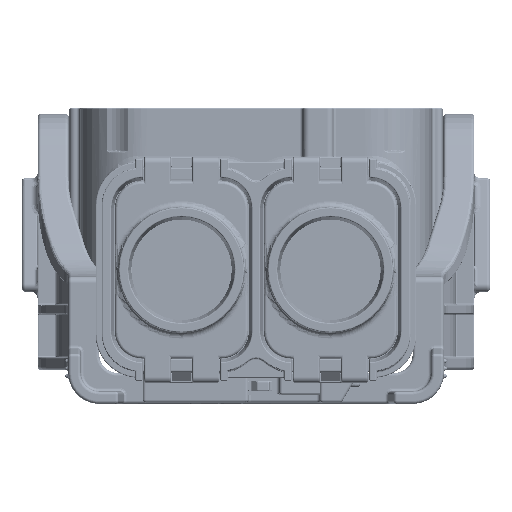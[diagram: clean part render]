
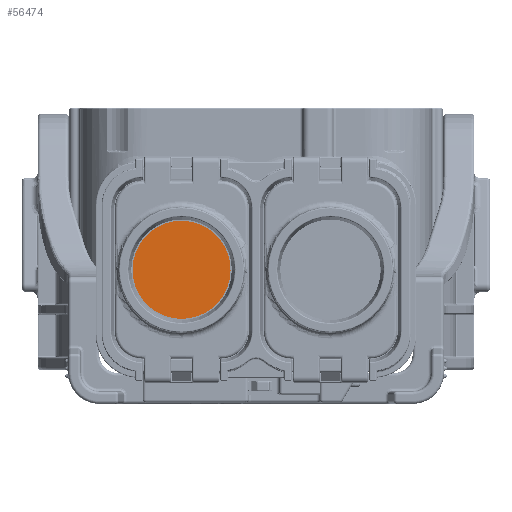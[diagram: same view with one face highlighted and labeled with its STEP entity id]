
A CAD part, left-side view. The second image highlights one B-rep face of the part: STEP entity #56474.
In plain terms, the highlighted planar face has unit normal (-1, 0, 0).
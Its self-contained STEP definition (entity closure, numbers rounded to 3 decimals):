
#4148 = FACE_OUTER_BOUND ( 'NONE', #155245, .T. ) ;
#6495 = DIRECTION ( 'NONE',  ( 0., 0.02, -1. ) ) ;
#23411 = AXIS2_PLACEMENT_3D ( 'NONE', #171630, #224739, #6495 ) ;
#42648 = PLANE ( 'NONE',  #23411 ) ;
#54005 = DIRECTION ( 'NONE',  ( -1., 0., 0. ) ) ;
#56474 = ADVANCED_FACE ( 'NONE', ( #4148 ), #42648, .T. ) ;
#69985 = ORIENTED_EDGE ( 'NONE', *, *, #188163, .T. ) ;
#80049 = CIRCLE ( 'NONE', #172487, 7.9 ) ;
#95914 = DIRECTION ( 'NONE',  ( 0., 0.02, -1. ) ) ;
#107374 = VERTEX_POINT ( 'NONE', #202447 ) ;
#110501 = AXIS2_PLACEMENT_3D ( 'NONE', #153795, #151398, #95914 ) ;
#132242 = DIRECTION ( 'NONE',  ( 0., 0.02, -1. ) ) ;
#151398 = DIRECTION ( 'NONE',  ( -1., 0., 0. ) ) ;
#153795 = CARTESIAN_POINT ( 'NONE',  ( -112.756, 76.651, 26.44 ) ) ;
#155245 = EDGE_LOOP ( 'NONE', ( #69985, #234714 ) ) ;
#164523 = EDGE_CURVE ( 'NONE', #107374, #198696, #80049, .T. ) ;
#171630 = CARTESIAN_POINT ( 'NONE',  ( -112.756, 76.651, 26.44 ) ) ;
#172487 = AXIS2_PLACEMENT_3D ( 'NONE', #205832, #54005, #132242 ) ;
#188163 = EDGE_CURVE ( 'NONE', #198696, #107374, #191458, .T. ) ;
#191458 = CIRCLE ( 'NONE', #110501, 7.9 ) ;
#198696 = VERTEX_POINT ( 'NONE', #208999 ) ;
#202447 = CARTESIAN_POINT ( 'NONE',  ( -112.756, 76.81, 18.541 ) ) ;
#205832 = CARTESIAN_POINT ( 'NONE',  ( -112.756, 76.651, 26.44 ) ) ;
#208999 = CARTESIAN_POINT ( 'NONE',  ( -112.756, 76.491, 34.338 ) ) ;
#224739 = DIRECTION ( 'NONE',  ( -1., 0., 0. ) ) ;
#234714 = ORIENTED_EDGE ( 'NONE', *, *, #164523, .T. ) ;
